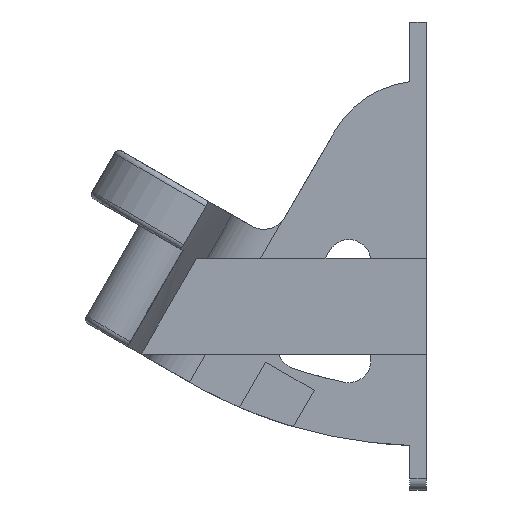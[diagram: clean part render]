
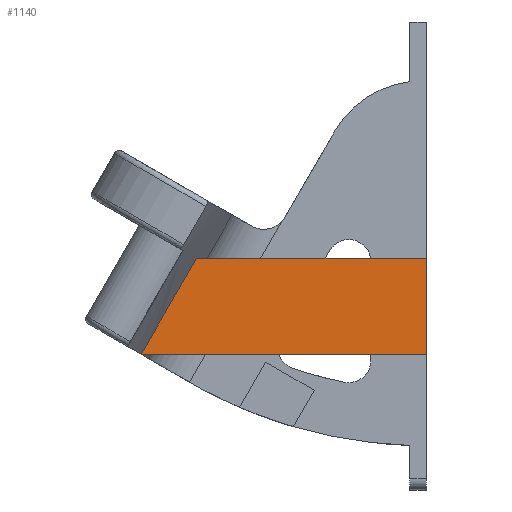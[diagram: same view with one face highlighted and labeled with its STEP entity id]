
A CAD part, left-side view. The second image highlights one B-rep face of the part: STEP entity #1140.
In plain terms, the highlighted planar face has unit normal (-1, 0, 0).
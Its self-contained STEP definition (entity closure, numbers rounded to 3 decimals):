
#17 = CARTESIAN_POINT ( 'NONE',  ( 0., 0., 17.321 ) ) ;
#97 = CARTESIAN_POINT ( 'NONE',  ( 0., 0., 0. ) ) ;
#232 = LINE ( 'NONE', #2170, #2163 ) ;
#286 = EDGE_CURVE ( 'NONE', #1254, #318, #1603, .T. ) ;
#299 = DIRECTION ( 'NONE',  ( 0., -1., 0. ) ) ;
#307 = EDGE_CURVE ( 'NONE', #1112, #1597, #2288, .T. ) ;
#318 = VERTEX_POINT ( 'NONE', #3030 ) ;
#467 = CARTESIAN_POINT ( 'NONE',  ( 0., 0., 17.321 ) ) ;
#520 = AXIS2_PLACEMENT_3D ( 'NONE', #1268, #2480, #2026 ) ;
#788 = ORIENTED_EDGE ( 'NONE', *, *, #307, .F. ) ;
#852 = DIRECTION ( 'NONE',  ( 0., 0., -1. ) ) ;
#932 = ORIENTED_EDGE ( 'NONE', *, *, #2240, .F. ) ;
#1112 = VERTEX_POINT ( 'NONE', #467 ) ;
#1140 = ADVANCED_FACE ( 'NONE', ( #1531 ), #1967, .T. ) ;
#1145 = VECTOR ( 'NONE', #299, 1000. ) ;
#1170 = ORIENTED_EDGE ( 'NONE', *, *, #286, .F. ) ;
#1252 = CARTESIAN_POINT ( 'NONE',  ( 0., 0., 0. ) ) ;
#1254 = VERTEX_POINT ( 'NONE', #2722 ) ;
#1268 = CARTESIAN_POINT ( 'NONE',  ( 0., 0., 0. ) ) ;
#1509 = EDGE_CURVE ( 'NONE', #1597, #1254, #232, .T. ) ;
#1531 = FACE_OUTER_BOUND ( 'NONE', #2311, .T. ) ;
#1538 = CARTESIAN_POINT ( 'NONE',  ( 0., 41.5, 17.321 ) ) ;
#1597 = VERTEX_POINT ( 'NONE', #1252 ) ;
#1603 = LINE ( 'NONE', #1538, #3029 ) ;
#1967 = PLANE ( 'NONE',  #520 ) ;
#2026 = DIRECTION ( 'NONE',  ( 0., 0., 1. ) ) ;
#2163 = VECTOR ( 'NONE', #3105, 1000. ) ;
#2170 = CARTESIAN_POINT ( 'NONE',  ( 0., 0., 0. ) ) ;
#2228 = LINE ( 'NONE', #17, #1145 ) ;
#2240 = EDGE_CURVE ( 'NONE', #318, #1112, #2228, .T. ) ;
#2288 = LINE ( 'NONE', #97, #2412 ) ;
#2311 = EDGE_LOOP ( 'NONE', ( #788, #932, #1170, #2765 ) ) ;
#2412 = VECTOR ( 'NONE', #852, 1000. ) ;
#2480 = DIRECTION ( 'NONE',  ( -1., 0., 0. ) ) ;
#2514 = DIRECTION ( 'NONE',  ( 0., -0.5, 0.866 ) ) ;
#2722 = CARTESIAN_POINT ( 'NONE',  ( 0., 51.5, 0. ) ) ;
#2765 = ORIENTED_EDGE ( 'NONE', *, *, #1509, .F. ) ;
#3029 = VECTOR ( 'NONE', #2514, 1000. ) ;
#3030 = CARTESIAN_POINT ( 'NONE',  ( 0., 41.5, 17.321 ) ) ;
#3105 = DIRECTION ( 'NONE',  ( 0., 1., 0. ) ) ;
